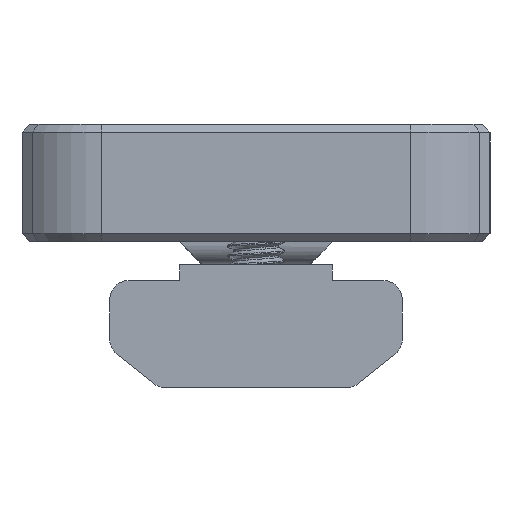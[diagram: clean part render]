
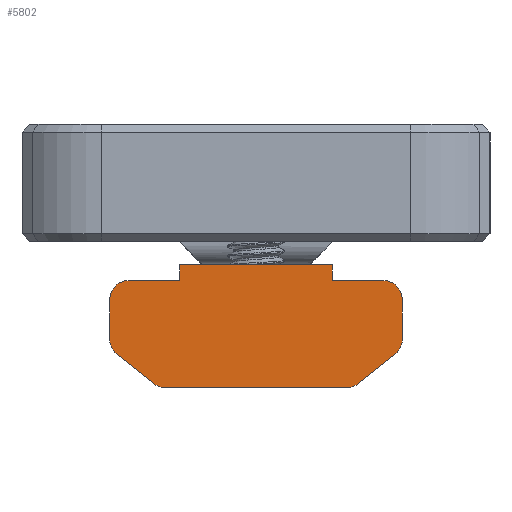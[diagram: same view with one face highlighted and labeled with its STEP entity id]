
A CAD part, left-side view. The second image highlights one B-rep face of the part: STEP entity #5802.
In plain terms, the highlighted planar face has unit normal (-1, 0, 0).
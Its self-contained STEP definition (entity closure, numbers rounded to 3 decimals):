
#156=PLANE('',#6201);
#404=FACE_OUTER_BOUND('',#749,.T.);
#749=EDGE_LOOP('',(#4264,#4265,#4266,#4267,#4268,#4269,#4270,#4271,#4272,
#4273,#4274,#4275,#4276,#4277,#4278,#4279));
#1041=CIRCLE('',#6175,1.);
#1043=CIRCLE('',#6179,1.);
#1045=CIRCLE('',#6183,1.);
#1048=CIRCLE('',#6192,1.);
#1050=CIRCLE('',#6196,1.);
#1052=CIRCLE('',#6200,1.);
#1387=LINE('',#11013,#1942);
#1392=LINE('',#11028,#1947);
#1396=LINE('',#11040,#1951);
#1400=LINE('',#11052,#1955);
#1403=LINE('',#11058,#1958);
#1406=LINE('',#11064,#1961);
#1409=LINE('',#11072,#1964);
#1412=LINE('',#11078,#1967);
#1416=LINE('',#11090,#1971);
#1420=LINE('',#11102,#1975);
#1942=VECTOR('',#6797,1000.);
#1947=VECTOR('',#6812,1000.);
#1951=VECTOR('',#6824,1000.);
#1955=VECTOR('',#6836,1000.);
#1958=VECTOR('',#6841,1000.);
#1961=VECTOR('',#6846,1000.);
#1964=VECTOR('',#6853,1000.);
#1967=VECTOR('',#6858,1000.);
#1971=VECTOR('',#6870,1000.);
#1975=VECTOR('',#6882,1000.);
#2545=VERTEX_POINT('',#11010);
#2546=VERTEX_POINT('',#11012);
#2549=VERTEX_POINT('',#11020);
#2551=VERTEX_POINT('',#11026);
#2553=VERTEX_POINT('',#11032);
#2555=VERTEX_POINT('',#11038);
#2557=VERTEX_POINT('',#11044);
#2559=VERTEX_POINT('',#11050);
#2561=VERTEX_POINT('',#11056);
#2563=VERTEX_POINT('',#11062);
#2566=VERTEX_POINT('',#11070);
#2568=VERTEX_POINT('',#11076);
#2570=VERTEX_POINT('',#11082);
#2572=VERTEX_POINT('',#11088);
#2574=VERTEX_POINT('',#11094);
#2576=VERTEX_POINT('',#11100);
#3160=EDGE_CURVE('',#2546,#2545,#1387,.T.);
#3165=EDGE_CURVE('',#2545,#2549,#1041,.T.);
#3168=EDGE_CURVE('',#2549,#2551,#1392,.T.);
#3171=EDGE_CURVE('',#2551,#2553,#1043,.T.);
#3174=EDGE_CURVE('',#2553,#2555,#1396,.T.);
#3177=EDGE_CURVE('',#2555,#2557,#1045,.T.);
#3180=EDGE_CURVE('',#2557,#2559,#1400,.T.);
#3183=EDGE_CURVE('',#2559,#2561,#1403,.T.);
#3186=EDGE_CURVE('',#2561,#2563,#1406,.T.);
#3190=EDGE_CURVE('',#2563,#2566,#1409,.T.);
#3193=EDGE_CURVE('',#2566,#2568,#1412,.T.);
#3196=EDGE_CURVE('',#2568,#2570,#1048,.T.);
#3199=EDGE_CURVE('',#2570,#2572,#1416,.T.);
#3202=EDGE_CURVE('',#2572,#2574,#1050,.T.);
#3205=EDGE_CURVE('',#2574,#2576,#1420,.T.);
#3207=EDGE_CURVE('',#2576,#2546,#1052,.T.);
#4264=ORIENTED_EDGE('',*,*,#3160,.T.);
#4265=ORIENTED_EDGE('',*,*,#3165,.T.);
#4266=ORIENTED_EDGE('',*,*,#3168,.T.);
#4267=ORIENTED_EDGE('',*,*,#3171,.T.);
#4268=ORIENTED_EDGE('',*,*,#3174,.T.);
#4269=ORIENTED_EDGE('',*,*,#3177,.T.);
#4270=ORIENTED_EDGE('',*,*,#3180,.T.);
#4271=ORIENTED_EDGE('',*,*,#3183,.T.);
#4272=ORIENTED_EDGE('',*,*,#3186,.T.);
#4273=ORIENTED_EDGE('',*,*,#3190,.T.);
#4274=ORIENTED_EDGE('',*,*,#3193,.T.);
#4275=ORIENTED_EDGE('',*,*,#3196,.T.);
#4276=ORIENTED_EDGE('',*,*,#3199,.T.);
#4277=ORIENTED_EDGE('',*,*,#3202,.T.);
#4278=ORIENTED_EDGE('',*,*,#3205,.T.);
#4279=ORIENTED_EDGE('',*,*,#3207,.T.);
#5802=ADVANCED_FACE('',(#404),#156,.T.);
#6175=AXIS2_PLACEMENT_3D('',#11022,#6806,#6807);
#6179=AXIS2_PLACEMENT_3D('',#11034,#6818,#6819);
#6183=AXIS2_PLACEMENT_3D('',#11046,#6830,#6831);
#6192=AXIS2_PLACEMENT_3D('',#11084,#6864,#6865);
#6196=AXIS2_PLACEMENT_3D('',#11096,#6876,#6877);
#6200=AXIS2_PLACEMENT_3D('',#11105,#6887,#6888);
#6201=AXIS2_PLACEMENT_3D('',#11106,#6889,#6890);
#6797=DIRECTION('',(0.,-1.,0.));
#6806=DIRECTION('center_axis',(-1.,0.,0.));
#6807=DIRECTION('ref_axis',(0.,0.,1.));
#6812=DIRECTION('',(0.,-0.781,0.625));
#6818=DIRECTION('center_axis',(-1.,0.,0.));
#6819=DIRECTION('ref_axis',(0.,0.,1.));
#6824=DIRECTION('',(0.,0.,1.));
#6830=DIRECTION('center_axis',(-1.,0.,0.));
#6831=DIRECTION('ref_axis',(0.,0.,1.));
#6836=DIRECTION('',(0.,1.,0.));
#6841=DIRECTION('',(0.,0.,1.));
#6846=DIRECTION('',(0.,1.,0.));
#6853=DIRECTION('',(0.,0.,-1.));
#6858=DIRECTION('',(0.,1.,0.));
#6864=DIRECTION('center_axis',(-1.,0.,0.));
#6865=DIRECTION('ref_axis',(0.,0.,1.));
#6870=DIRECTION('',(0.,0.,-1.));
#6876=DIRECTION('center_axis',(-1.,0.,0.));
#6877=DIRECTION('ref_axis',(0.,0.,1.));
#6882=DIRECTION('',(0.,-0.781,-0.625));
#6887=DIRECTION('center_axis',(-1.,0.,0.));
#6888=DIRECTION('ref_axis',(0.,0.,1.));
#6889=DIRECTION('center_axis',(-1.,0.,0.));
#6890=DIRECTION('ref_axis',(0.,0.,1.));
#11010=CARTESIAN_POINT('',(-7.,-4.649,-6.3));
#11012=CARTESIAN_POINT('',(-7.,4.649,-6.3));
#11013=CARTESIAN_POINT('',(-7.,4.649,-6.3));
#11020=CARTESIAN_POINT('',(-7.,-5.274,-6.081));
#11022=CARTESIAN_POINT('Origin',(-7.,-4.649,-5.3));
#11026=CARTESIAN_POINT('',(-7.,-7.125,-4.6));
#11028=CARTESIAN_POINT('',(-7.,-5.274,-6.081));
#11032=CARTESIAN_POINT('',(-7.,-7.5,-3.819));
#11034=CARTESIAN_POINT('Origin',(-7.,-6.5,-3.819));
#11038=CARTESIAN_POINT('',(-7.,-7.5,-1.8));
#11040=CARTESIAN_POINT('',(-7.,-7.5,-3.819));
#11044=CARTESIAN_POINT('',(-7.,-6.5,-0.8));
#11046=CARTESIAN_POINT('Origin',(-7.,-6.5,-1.8));
#11050=CARTESIAN_POINT('',(-7.,-3.9,-0.8));
#11052=CARTESIAN_POINT('',(-7.,-6.5,-0.8));
#11056=CARTESIAN_POINT('',(-7.,-3.9,0.));
#11058=CARTESIAN_POINT('',(-7.,-3.9,-0.8));
#11062=CARTESIAN_POINT('',(-7.,3.9,0.));
#11064=CARTESIAN_POINT('',(-7.,-3.9,0.));
#11070=CARTESIAN_POINT('',(-7.,3.9,-0.8));
#11072=CARTESIAN_POINT('',(-7.,3.9,0.));
#11076=CARTESIAN_POINT('',(-7.,6.5,-0.8));
#11078=CARTESIAN_POINT('',(-7.,3.9,-0.8));
#11082=CARTESIAN_POINT('',(-7.,7.5,-1.8));
#11084=CARTESIAN_POINT('Origin',(-7.,6.5,-1.8));
#11088=CARTESIAN_POINT('',(-7.,7.5,-3.819));
#11090=CARTESIAN_POINT('',(-7.,7.5,-1.8));
#11094=CARTESIAN_POINT('',(-7.,7.125,-4.6));
#11096=CARTESIAN_POINT('Origin',(-7.,6.5,-3.819));
#11100=CARTESIAN_POINT('',(-7.,5.274,-6.081));
#11102=CARTESIAN_POINT('',(-7.,7.125,-4.6));
#11105=CARTESIAN_POINT('Origin',(-7.,4.649,-5.3));
#11106=CARTESIAN_POINT('Origin',(-7.,-4.649,-5.3));
